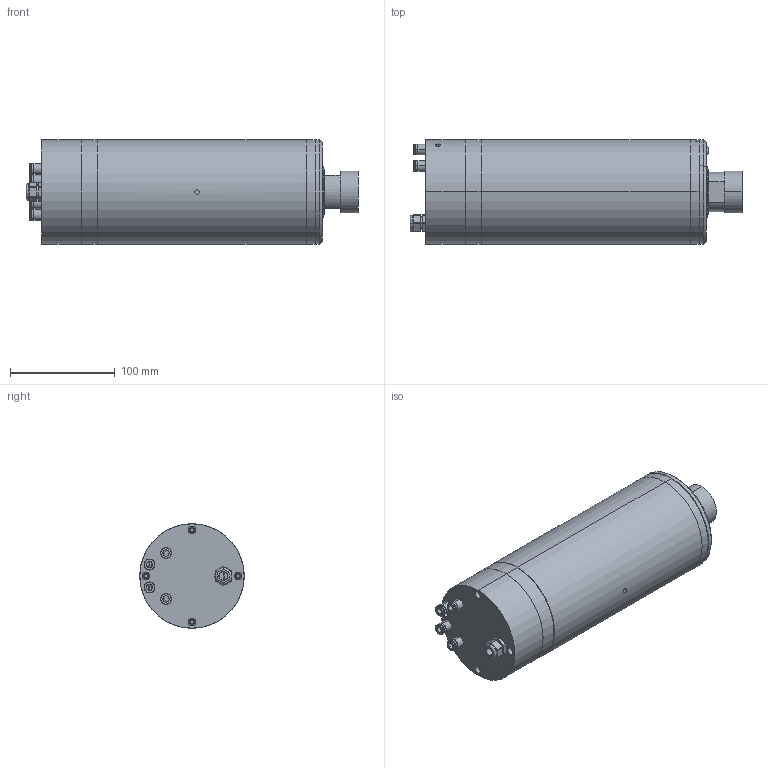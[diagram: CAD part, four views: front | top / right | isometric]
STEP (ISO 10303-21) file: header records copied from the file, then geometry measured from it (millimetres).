
FILE_DESCRIPTION (( 'STEP AP203' ), '1' );
FILE_NAME ('KGZ-10012S05.STEP', '2026-04-10T08:12:25', ( 'Microsoft' ), ( 'Microsoft' ), 'SwSTEP 2.0', 'SolidWorks 2018', '' );
FILE_SCHEMA (( 'CONFIG_CONTROL_DESIGN' ));
Length unit declared in the file: millimetre
Products named in the file (1): KGZ-10012S05
Bounding box: 317.5 x 100 x 100 mm (x, y, z)
Surface area: 133197.3 mm2 (no closed solid volume)
Topology: 0 solids, 24 shells, 226 faces, 714 edges, 528 vertices
Faces by surface type: cylinder 112, plane 66, cone 40, torus 8
Entity records: 8708 total; most frequent: CARTESIAN_POINT 1781, DIRECTION 1656, ORIENTED_EDGE 1122, AXIS2_PLACEMENT_3D 727, EDGE_CURVE 714, VERTEX_POINT 528, CIRCLE 500, EDGE_LOOP 354
